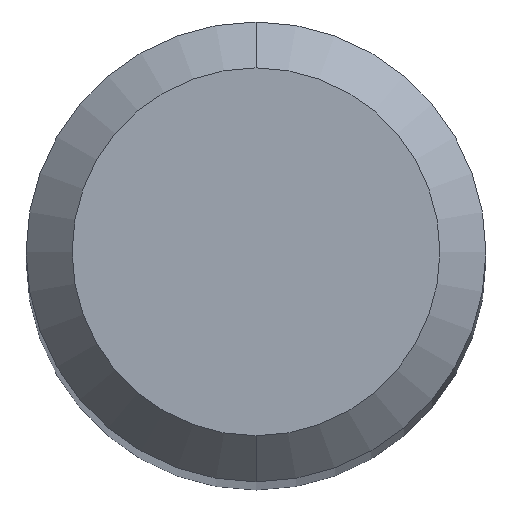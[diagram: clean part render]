
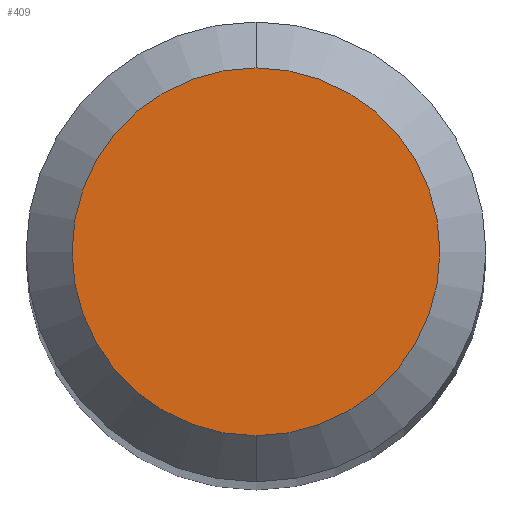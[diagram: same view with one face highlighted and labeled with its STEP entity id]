
A CAD part, top view. The second image highlights one B-rep face of the part: STEP entity #409.
In plain terms, the highlighted planar face has unit normal (0, 0, 1).
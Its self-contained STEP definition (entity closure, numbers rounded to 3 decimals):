
#197=EDGE_CURVE('',#461,#211,#505,.T.);
#211=VERTEX_POINT('',#520);
#383=EDGE_CURVE('',#211,#461,#710,.T.);
#409=ADVANCED_FACE('',(#737),#738,.T.);
#461=VERTEX_POINT('',#798);
#505=CIRCLE('',#858,1.2);
#520=CARTESIAN_POINT('',(0.0,1.2,0.0));
#710=CIRCLE('',#1258,1.2);
#737=FACE_OUTER_BOUND('',#1337,.T.);
#738=PLANE('',#1338);
#798=CARTESIAN_POINT('',(0.,-1.2,0.0));
#858=AXIS2_PLACEMENT_3D('',#1462,#1463,#1464);
#1258=AXIS2_PLACEMENT_3D('',#1689,#1690,#1691);
#1337=EDGE_LOOP('',(#1710,#1711));
#1338=AXIS2_PLACEMENT_3D('',#1712,#1713,#1714);
#1462=CARTESIAN_POINT('',(0.0,0.0,0.0));
#1463=DIRECTION('',(0.0,0.0,-1.0));
#1464=DIRECTION('',(0.0,1.0,0.0));
#1689=CARTESIAN_POINT('',(0.0,0.0,0.0));
#1690=DIRECTION('',(0.0,0.0,-1.0));
#1691=DIRECTION('',(0.0,1.0,0.0));
#1710=ORIENTED_EDGE('',*,*,#383,.F.);
#1711=ORIENTED_EDGE('',*,*,#197,.F.);
#1712=CARTESIAN_POINT('',(0.0,0.6,0.0));
#1713=DIRECTION('',(-0.0,0.0,1.0));
#1714=DIRECTION('',(0.0,-1.0,0.0));
